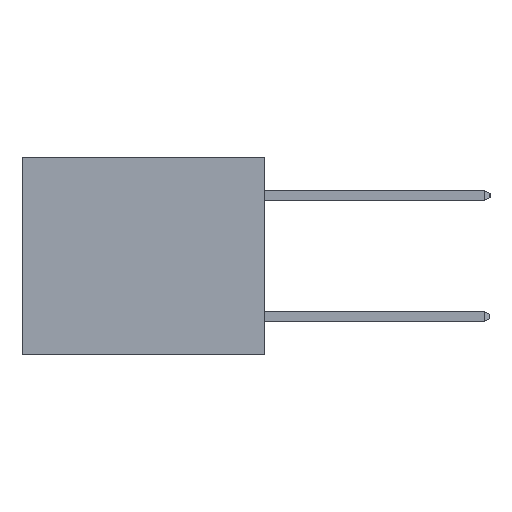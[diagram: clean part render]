
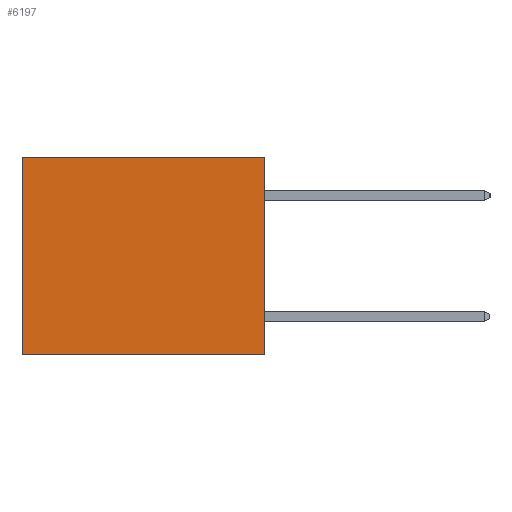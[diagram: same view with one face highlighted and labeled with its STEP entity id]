
A CAD part, left-side view. The second image highlights one B-rep face of the part: STEP entity #6197.
In plain terms, the highlighted planar face has unit normal (-1, 0, 0).
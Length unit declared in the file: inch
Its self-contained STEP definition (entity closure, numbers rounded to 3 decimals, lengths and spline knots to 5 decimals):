
#28 = VERTEX_POINT ( 'NONE', #13144 ) ;
#1807 = LINE ( 'NONE', #17833, #18801 ) ;
#1820 = DIRECTION ( 'NONE',  ( 0., 0., -1. ) ) ;
#2334 = DIRECTION ( 'NONE',  ( 0., 1., 0. ) ) ;
#3522 = ORIENTED_EDGE ( 'NONE', *, *, #6996, .F. ) ;
#3558 = PLANE ( 'NONE',  #14808 ) ;
#3843 = CARTESIAN_POINT ( 'NONE',  ( 0.3165, 0.6, -0.49 ) ) ;
#4820 = EDGE_CURVE ( 'NONE', #11601, #5446, #5728, .T. ) ;
#5390 = DIRECTION ( 'NONE',  ( 0., 0., -1. ) ) ;
#5446 = VERTEX_POINT ( 'NONE', #9441 ) ;
#5728 = LINE ( 'NONE', #16538, #10334 ) ;
#5762 = VECTOR ( 'NONE', #5390, 39.37008 ) ;
#6197 = ADVANCED_FACE ( 'NONE', ( #8823 ), #3558, .F. ) ;
#6634 = CARTESIAN_POINT ( 'NONE',  ( 0.3165, 0., -0.49 ) ) ;
#6669 = CARTESIAN_POINT ( 'NONE',  ( 0.3165, 0., -0.49 ) ) ;
#6996 = EDGE_CURVE ( 'NONE', #16249, #28, #1807, .T. ) ;
#7922 = DIRECTION ( 'NONE',  ( 1., 0., 0. ) ) ;
#8075 = CARTESIAN_POINT ( 'NONE',  ( 0.3165, 0., -0.49 ) ) ;
#8823 = FACE_OUTER_BOUND ( 'NONE', #17895, .T. ) ;
#8953 = ORIENTED_EDGE ( 'NONE', *, *, #9072, .F. ) ;
#9072 = EDGE_CURVE ( 'NONE', #11601, #16249, #18433, .T. ) ;
#9441 = CARTESIAN_POINT ( 'NONE',  ( 0.3165, 0.6, 0. ) ) ;
#10334 = VECTOR ( 'NONE', #14925, 39.37008 ) ;
#10844 = LINE ( 'NONE', #3843, #5762 ) ;
#11601 = VERTEX_POINT ( 'NONE', #19015 ) ;
#11896 = ORIENTED_EDGE ( 'NONE', *, *, #4820, .T. ) ;
#13144 = CARTESIAN_POINT ( 'NONE',  ( 0.3165, 0.6, -0.49 ) ) ;
#14294 = VECTOR ( 'NONE', #14427, 39.37008 ) ;
#14427 = DIRECTION ( 'NONE',  ( 0., 0., -1. ) ) ;
#14808 = AXIS2_PLACEMENT_3D ( 'NONE', #6634, #7922, #1820 ) ;
#14925 = DIRECTION ( 'NONE',  ( 0., 1., 0. ) ) ;
#16051 = EDGE_CURVE ( 'NONE', #5446, #28, #10844, .T. ) ;
#16249 = VERTEX_POINT ( 'NONE', #6669 ) ;
#16538 = CARTESIAN_POINT ( 'NONE',  ( 0.3165, 0., 0. ) ) ;
#17833 = CARTESIAN_POINT ( 'NONE',  ( 0.3165, 0., -0.49 ) ) ;
#17895 = EDGE_LOOP ( 'NONE', ( #18007, #3522, #8953, #11896 ) ) ;
#18007 = ORIENTED_EDGE ( 'NONE', *, *, #16051, .T. ) ;
#18433 = LINE ( 'NONE', #8075, #14294 ) ;
#18801 = VECTOR ( 'NONE', #2334, 39.37008 ) ;
#19015 = CARTESIAN_POINT ( 'NONE',  ( 0.3165, 0., 0. ) ) ;
